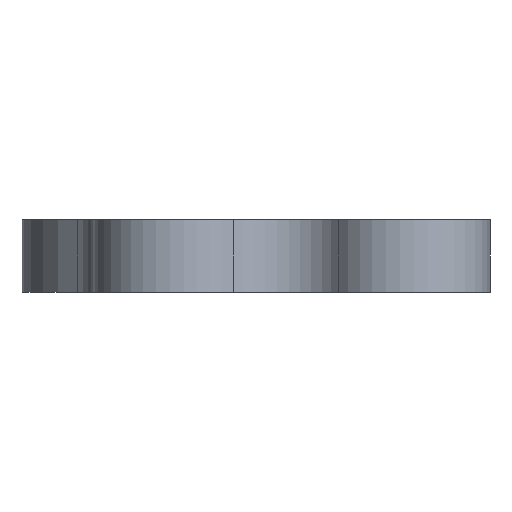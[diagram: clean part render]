
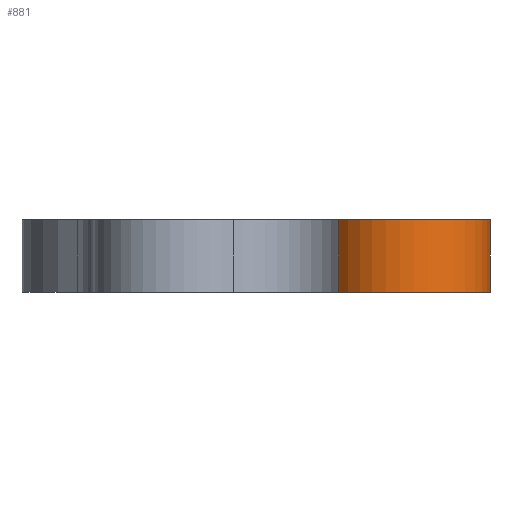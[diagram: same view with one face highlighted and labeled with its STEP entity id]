
A CAD part, front view. The second image highlights one B-rep face of the part: STEP entity #881.
In plain terms, the highlighted cylindrical face has radius 3.5 mm (diameter 7 mm), a partial arc.
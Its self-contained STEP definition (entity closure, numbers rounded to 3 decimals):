
#88 = CARTESIAN_POINT ( 'NONE',  ( 9.5, -10., 28.5 ) ) ;
#152 = VERTEX_POINT ( 'NONE', #283 ) ;
#159 = VERTEX_POINT ( 'NONE', #580 ) ;
#229 = FACE_OUTER_BOUND ( 'NONE', #508, .T. ) ;
#244 = DIRECTION ( 'NONE',  ( 0., 0., -1. ) ) ;
#247 = ORIENTED_EDGE ( 'NONE', *, *, #502, .T. ) ;
#249 = DIRECTION ( 'NONE',  ( -1., 0., 0. ) ) ;
#266 = EDGE_CURVE ( 'NONE', #561, #706, #495, .T. ) ;
#283 = CARTESIAN_POINT ( 'NONE',  ( 6.694, -12.092, 25.5 ) ) ;
#287 = AXIS2_PLACEMENT_3D ( 'NONE', #700, #857, #464 ) ;
#363 = CYLINDRICAL_SURFACE ( 'NONE', #869, 3.5 ) ;
#395 = DIRECTION ( 'NONE',  ( 0., 0., 1. ) ) ;
#417 = DIRECTION ( 'NONE',  ( 0., 0., -1. ) ) ;
#444 = ORIENTED_EDGE ( 'NONE', *, *, #833, .F. ) ;
#447 = AXIS2_PLACEMENT_3D ( 'NONE', #925, #395, #762 ) ;
#464 = DIRECTION ( 'NONE',  ( -1., 0., 0. ) ) ;
#484 = ORIENTED_EDGE ( 'NONE', *, *, #954, .T. ) ;
#495 = CIRCLE ( 'NONE', #447, 3.5 ) ;
#502 = EDGE_CURVE ( 'NONE', #561, #152, #840, .T. ) ;
#508 = EDGE_LOOP ( 'NONE', ( #484, #444, #973, #247 ) ) ;
#561 = VERTEX_POINT ( 'NONE', #716 ) ;
#576 = CARTESIAN_POINT ( 'NONE',  ( 7.684, -7.008, 28.5 ) ) ;
#580 = CARTESIAN_POINT ( 'NONE',  ( 7.684, -7.008, 25.5 ) ) ;
#582 = VECTOR ( 'NONE', #417, 1000. ) ;
#652 = VECTOR ( 'NONE', #766, 1000. ) ;
#700 = CARTESIAN_POINT ( 'NONE',  ( 9.5, -10., 25.5 ) ) ;
#706 = VERTEX_POINT ( 'NONE', #576 ) ;
#716 = CARTESIAN_POINT ( 'NONE',  ( 6.694, -12.092, 28.5 ) ) ;
#762 = DIRECTION ( 'NONE',  ( 1., 0., 0. ) ) ;
#766 = DIRECTION ( 'NONE',  ( 0., 0., -1. ) ) ;
#827 = CARTESIAN_POINT ( 'NONE',  ( 7.684, -7.008, 28.5 ) ) ;
#833 = EDGE_CURVE ( 'NONE', #706, #159, #939, .T. ) ;
#840 = LINE ( 'NONE', #944, #582 ) ;
#857 = DIRECTION ( 'NONE',  ( 0., 0., 1. ) ) ;
#869 = AXIS2_PLACEMENT_3D ( 'NONE', #88, #244, #249 ) ;
#881 = ADVANCED_FACE ( 'NONE', ( #229 ), #363, .T. ) ;
#925 = CARTESIAN_POINT ( 'NONE',  ( 9.5, -10., 28.5 ) ) ;
#939 = LINE ( 'NONE', #827, #652 ) ;
#944 = CARTESIAN_POINT ( 'NONE',  ( 6.694, -12.092, 28.5 ) ) ;
#954 = EDGE_CURVE ( 'NONE', #152, #159, #978, .T. ) ;
#973 = ORIENTED_EDGE ( 'NONE', *, *, #266, .F. ) ;
#978 = CIRCLE ( 'NONE', #287, 3.5 ) ;
